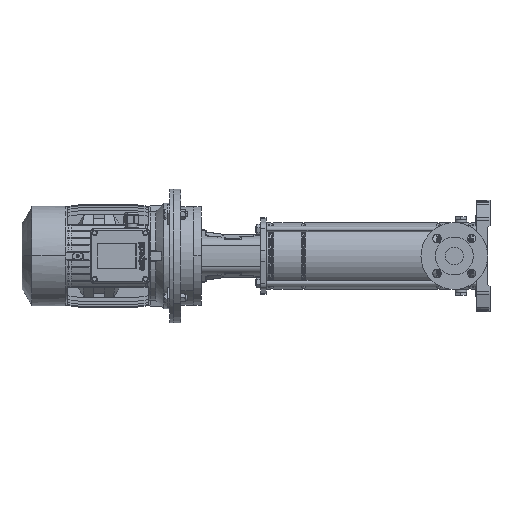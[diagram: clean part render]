
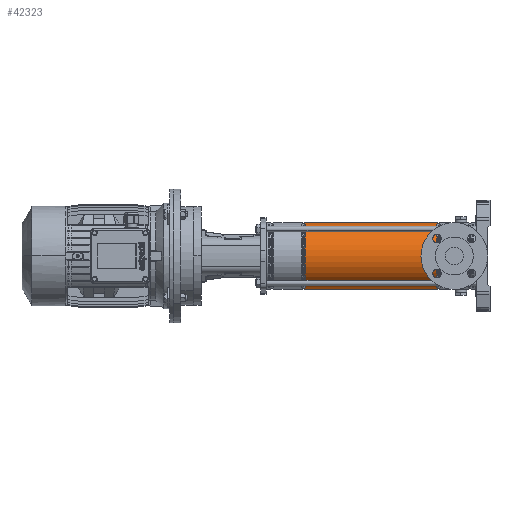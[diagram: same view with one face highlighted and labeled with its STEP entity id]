
A CAD part, left-side view. The second image highlights one B-rep face of the part: STEP entity #42323.
In plain terms, the highlighted cylindrical face has radius 74.9 mm (diameter 149.8 mm), a partial arc.
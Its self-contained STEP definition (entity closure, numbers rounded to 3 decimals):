
#1263 = VECTOR ( 'NONE', #22122, 1000. ) ;
#1269 = DIRECTION ( 'NONE',  ( 0., 0., -1. ) ) ;
#3246 = DIRECTION ( 'NONE',  ( 0., 0., -1. ) ) ;
#3910 = CIRCLE ( 'NONE', #21353, 74.9 ) ;
#4571 = CARTESIAN_POINT ( 'NONE',  ( 74.9, 0., 0. ) ) ;
#9077 = CARTESIAN_POINT ( 'NONE',  ( -74.9, 0., 0. ) ) ;
#11209 = CARTESIAN_POINT ( 'NONE',  ( 74.9, 0., 381.721 ) ) ;
#11499 = EDGE_CURVE ( 'NONE', #19330, #27209, #58011, .T. ) ;
#12199 = EDGE_CURVE ( 'NONE', #67149, #53775, #26257, .T. ) ;
#12329 = DIRECTION ( 'NONE',  ( 1., 0., 0. ) ) ;
#14281 = EDGE_LOOP ( 'NONE', ( #61776, #70676, #77121, #29407 ) ) ;
#14823 = DIRECTION ( 'NONE',  ( 0., 0., 1. ) ) ;
#18968 = AXIS2_PLACEMENT_3D ( 'NONE', #71627, #41215, #12329 ) ;
#19330 = VERTEX_POINT ( 'NONE', #11209 ) ;
#21353 = AXIS2_PLACEMENT_3D ( 'NONE', #68275, #14823, #61657 ) ;
#22122 = DIRECTION ( 'NONE',  ( 0., 0., -1. ) ) ;
#25377 = EDGE_CURVE ( 'NONE', #27209, #53775, #3910, .T. ) ;
#25940 = EDGE_CURVE ( 'NONE', #67149, #19330, #66301, .T. ) ;
#26257 = LINE ( 'NONE', #9077, #32313 ) ;
#27209 = VERTEX_POINT ( 'NONE', #39606 ) ;
#29407 = ORIENTED_EDGE ( 'NONE', *, *, #12199, .F. ) ;
#32313 = VECTOR ( 'NONE', #3246, 1000. ) ;
#39606 = CARTESIAN_POINT ( 'NONE',  ( 74.9, 0., 87.279 ) ) ;
#41215 = DIRECTION ( 'NONE',  ( 0., 0., -1. ) ) ;
#42323 = ADVANCED_FACE ( 'NONE', ( #70760 ), #53179, .T. ) ;
#53179 = CYLINDRICAL_SURFACE ( 'NONE', #54859, 74.9 ) ;
#53775 = VERTEX_POINT ( 'NONE', #71109 ) ;
#54859 = AXIS2_PLACEMENT_3D ( 'NONE', #72672, #1269, #60187 ) ;
#58011 = LINE ( 'NONE', #4571, #1263 ) ;
#60187 = DIRECTION ( 'NONE',  ( -1., 0., 0. ) ) ;
#61657 = DIRECTION ( 'NONE',  ( 1., 0., 0. ) ) ;
#61776 = ORIENTED_EDGE ( 'NONE', *, *, #25940, .T. ) ;
#65143 = CARTESIAN_POINT ( 'NONE',  ( -74.9, 0., 381.721 ) ) ;
#66301 = CIRCLE ( 'NONE', #18968, 74.9 ) ;
#67149 = VERTEX_POINT ( 'NONE', #65143 ) ;
#68275 = CARTESIAN_POINT ( 'NONE',  ( 0., 0., 87.279 ) ) ;
#70676 = ORIENTED_EDGE ( 'NONE', *, *, #11499, .T. ) ;
#70760 = FACE_OUTER_BOUND ( 'NONE', #14281, .T. ) ;
#71109 = CARTESIAN_POINT ( 'NONE',  ( -74.9, 0., 87.279 ) ) ;
#71627 = CARTESIAN_POINT ( 'NONE',  ( 0., 0., 381.721 ) ) ;
#72672 = CARTESIAN_POINT ( 'NONE',  ( 0., 0., 0. ) ) ;
#77121 = ORIENTED_EDGE ( 'NONE', *, *, #25377, .T. ) ;
